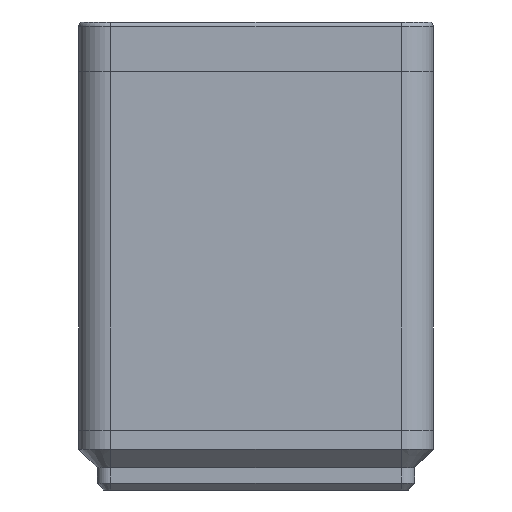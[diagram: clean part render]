
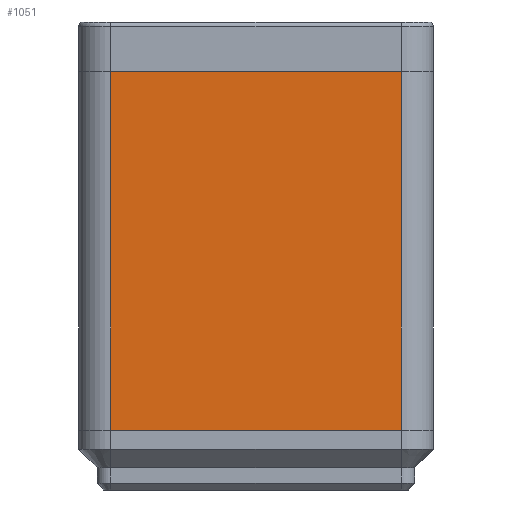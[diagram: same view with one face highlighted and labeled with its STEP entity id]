
A CAD part, front view. The second image highlights one B-rep face of the part: STEP entity #1051.
In plain terms, the highlighted planar face has unit normal (0, -1, 0).
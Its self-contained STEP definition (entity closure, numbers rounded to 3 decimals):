
#1051=ADVANCED_FACE('',(#1890),#1892,.F.);
#1890=FACE_BOUND('',#1891,.T.);
#1891=EDGE_LOOP('',(#2769,#2770,#2771,#2772));
#1892=PLANE('',#1893);
#1893=AXIS2_PLACEMENT_3D('',#1894,#1895,#1896);
#1894=CARTESIAN_POINT('',(0.,0.,0.));
#1895=DIRECTION('',(0.,1.,0.));
#1896=DIRECTION('',(-1.,0.,0.));
#2769=ORIENTED_EDGE('',*,*,#3275,.F.);
#2770=ORIENTED_EDGE('',*,*,#3258,.F.);
#2771=ORIENTED_EDGE('',*,*,#3276,.F.);
#2772=ORIENTED_EDGE('',*,*,#3277,.F.);
#3258=EDGE_CURVE('',#3775,#3777,#3778,.T.);
#3275=EDGE_CURVE('',#3777,#3808,#3809,.T.);
#3276=EDGE_CURVE('',#3810,#3775,#3811,.T.);
#3277=EDGE_CURVE('',#3808,#3810,#3812,.T.);
#3775=VERTEX_POINT('',#4888);
#3777=VERTEX_POINT('',#4893);
#3778=LINE('',#4894,#4895);
#3808=VERTEX_POINT('',#4961);
#3809=LINE('',#4962,#4963);
#3810=VERTEX_POINT('',#4965);
#3811=LINE('',#4966,#4967);
#3812=LINE('',#4969,#4970);
#4888=CARTESIAN_POINT('',(17.,0.,-21.));
#4893=CARTESIAN_POINT('',(-17.,0.,-21.));
#4894=CARTESIAN_POINT('',(17.,0.,-21.));
#4895=VECTOR('',#4896,1.);
#4896=DIRECTION('',(-1.,0.,0.));
#4961=CARTESIAN_POINT('',(-17.,0.,21.));
#4962=CARTESIAN_POINT('',(-17.,0.,-21.));
#4963=VECTOR('',#4964,1.);
#4964=DIRECTION('',(0.,0.,1.));
#4965=CARTESIAN_POINT('',(17.,0.,21.));
#4966=CARTESIAN_POINT('',(17.,0.,21.));
#4967=VECTOR('',#4968,1.);
#4968=DIRECTION('',(0.,0.,-1.));
#4969=CARTESIAN_POINT('',(-17.,0.,21.));
#4970=VECTOR('',#4971,1.);
#4971=DIRECTION('',(1.,0.,0.));
